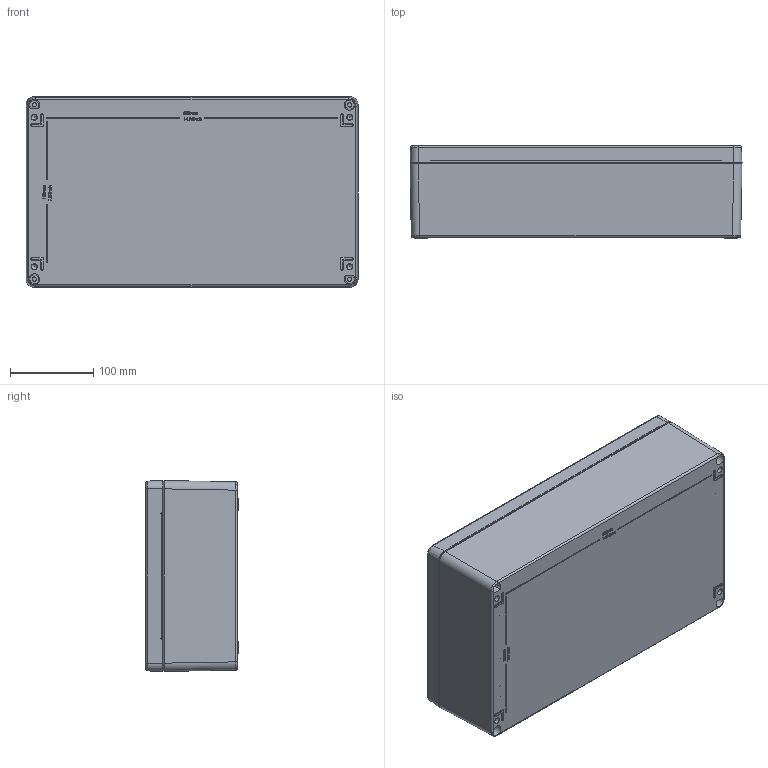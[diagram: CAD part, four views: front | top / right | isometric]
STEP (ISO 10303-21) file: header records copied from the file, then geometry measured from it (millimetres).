
FILE_DESCRIPTION(/* description */ (''),/* implementation_level */ '2;1');
FILE_NAME(/* name */ '09402311000-RST.stp',/* time_stamp */ '2021-09-06T14:53:52+02:00',/* author */ ('sl'),/* organization */ (''),/* preprocessor_version */ 'ST-DEVELOPER v16.5',/* originating_system */ 'Autodesk Inventor 2017',/* authorisation */ '');
FILE_SCHEMA (('AUTOMOTIVE_DESIGN { 1 0 10303 214 3 1 1 }'));
Products named in the file (8): Alu-Gehäuse-33-BG-0001-09_402311_000; Deckel-Alu-Gehäuse-33-BG-0002-09_402311_000; Deckel-Alu-Gehäuse-33-BT-0001-09_402311_000; Dichtlippe-Alu-Gehäuse-33-BT-0003-09_402311_000; UT-Alu-Gehäuse-33-BG-0002-09_402311_000; UT-Alu-Gehäuse-33-BT-0002-09_402311_000; Erdung-Edelstahl-Gehäuse-01-BT-0002-20101006000; Schraube-M6x25-10
Assembly tree (14 placements, depth 3):
  Alu-Gehäuse-33-BG-0001-09_402311_000
    Deckel-Alu-Gehäuse-33-BG-0002-09_402311_000
      Erdung-Edelstahl-Gehäuse-01-BT-0002-20101006000
      Deckel-Alu-Gehäuse-33-BT-0001-09_402311_000
      Dichtlippe-Alu-Gehäuse-33-BT-0003-09_402311_000
    UT-Alu-Gehäuse-33-BG-0002-09_402311_000
      UT-Alu-Gehäuse-33-BT-0002-09_402311_000
      Erdung-Edelstahl-Gehäuse-01-BT-0002-20101006000  x4
    Schraube-M6x25-10  x4
Bounding box: 400 x 111 x 230 mm (x, y, z)
Volume: 1550428.4 mm3; surface area: 676421.2 mm2
Topology: 12 solids, 12 shells, 1381 faces, 3341 edges, 2079 vertices
Faces by surface type: plane 530, bspline 275, cylinder 227, torus 183, cone 166
Full cylindrical faces by diameter (mm): 4.7 x5, 5 x5, 5.3 x4, 5.4 x3, 6 x4, 8 x5
Entity records: 57617 total; most frequent: CARTESIAN_POINT 31342, ORIENTED_EDGE 5506, DIRECTION 4940, EDGE_CURVE 2753, AXIS2_PLACEMENT_3D 1815, VERTEX_POINT 1775, EDGE_LOOP 1436, LINE 1310
